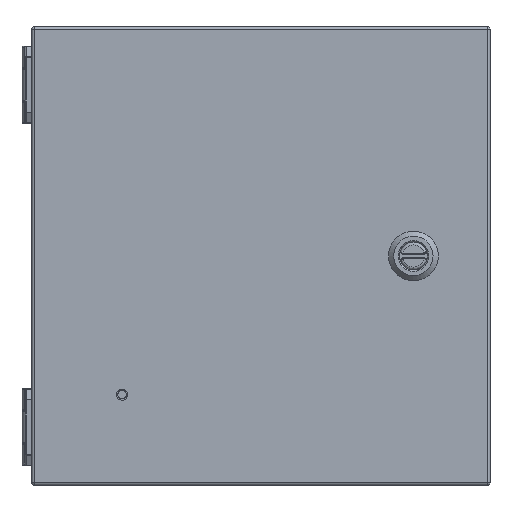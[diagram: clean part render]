
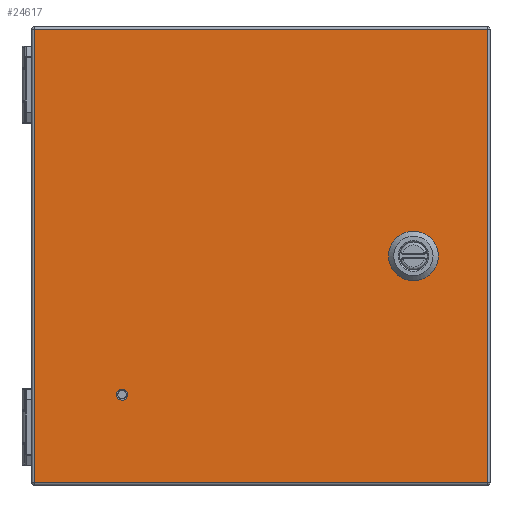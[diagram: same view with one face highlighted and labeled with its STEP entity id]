
A CAD part, top view. The second image highlights one B-rep face of the part: STEP entity #24617.
In plain terms, the highlighted planar face has unit normal (0, 0, 1).
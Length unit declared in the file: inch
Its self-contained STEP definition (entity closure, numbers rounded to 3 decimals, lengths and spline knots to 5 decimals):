
#1351 = AXIS2_PLACEMENT_3D ( 'NONE', #10009, #25449, #25024 ) ;
#2667 = DIRECTION ( 'NONE',  ( 0., 0., 1. ) ) ;
#3375 = FACE_BOUND ( 'NONE', #43178, .T. ) ;
#3395 = EDGE_CURVE ( 'NONE', #32514, #32898, #27193, .T. ) ;
#3590 = VECTOR ( 'NONE', #20569, 39.37008 ) ;
#3596 = AXIS2_PLACEMENT_3D ( 'NONE', #67238, #80508, #68084 ) ;
#4753 = EDGE_CURVE ( 'NONE', #42179, #32514, #81079, .T. ) ;
#6842 = VERTEX_POINT ( 'NONE', #58186 ) ;
#8518 = CARTESIAN_POINT ( 'NONE',  ( -3.21855, -3.1395, 4.10821 ) ) ;
#9125 = EDGE_CURVE ( 'NONE', #27183, #82582, #59456, .T. ) ;
#9326 = CARTESIAN_POINT ( 'NONE',  ( 3.868, -0.19858, 4.10821 ) ) ;
#10009 = CARTESIAN_POINT ( 'NONE',  ( -3.122, -3.1395, 4.10821 ) ) ;
#10601 = VERTEX_POINT ( 'NONE', #8518 ) ;
#11083 = EDGE_CURVE ( 'NONE', #35199, #73360, #64345, .T. ) ;
#11797 = VECTOR ( 'NONE', #80095, 39.37008 ) ;
#12329 = ORIENTED_EDGE ( 'NONE', *, *, #9125, .T. ) ;
#14546 = EDGE_LOOP ( 'NONE', ( #43799, #12329, #84606, #42844 ) ) ;
#14677 = CARTESIAN_POINT ( 'NONE',  ( 3.472, 0., 4.10821 ) ) ;
#17921 = ORIENTED_EDGE ( 'NONE', *, *, #56077, .F. ) ;
#18024 = VERTEX_POINT ( 'NONE', #66746 ) ;
#18731 = DIRECTION ( 'NONE',  ( 1., 0., 0. ) ) ;
#20236 = AXIS2_PLACEMENT_3D ( 'NONE', #54487, #75262, #34630 ) ;
#20569 = DIRECTION ( 'NONE',  ( -1., 0., 0. ) ) ;
#22533 = ORIENTED_EDGE ( 'NONE', *, *, #84201, .F. ) ;
#24351 = CARTESIAN_POINT ( 'NONE',  ( 3.67058, 0.396, 4.10821 ) ) ;
#24617 = ADVANCED_FACE ( 'NONE', ( #44150, #3375, #25012 ), #72371, .T. ) ;
#25012 = FACE_OUTER_BOUND ( 'NONE', #14546, .T. ) ;
#25024 = DIRECTION ( 'NONE',  ( -1., 0., 0. ) ) ;
#25319 = LINE ( 'NONE', #66046, #46000 ) ;
#25449 = DIRECTION ( 'NONE',  ( 0., 0., 1. ) ) ;
#25771 = CARTESIAN_POINT ( 'NONE',  ( -5.11, -5.1875, 4.10821 ) ) ;
#25823 = CARTESIAN_POINT ( 'NONE',  ( 5.145, 5.1875, 4.10821 ) ) ;
#27183 = VERTEX_POINT ( 'NONE', #35407 ) ;
#27193 = LINE ( 'NONE', #75431, #65431 ) ;
#27398 = CARTESIAN_POINT ( 'NONE',  ( 3.076, -0.19858, 4.10821 ) ) ;
#27874 = CARTESIAN_POINT ( 'NONE',  ( 3.67058, -0.396, 4.10821 ) ) ;
#28100 = EDGE_CURVE ( 'NONE', #6842, #35199, #79498, .T. ) ;
#28734 = ORIENTED_EDGE ( 'NONE', *, *, #55937, .F. ) ;
#32514 = VERTEX_POINT ( 'NONE', #24351 ) ;
#32898 = VERTEX_POINT ( 'NONE', #87309 ) ;
#32959 = EDGE_CURVE ( 'NONE', #48095, #42179, #37621, .T. ) ;
#33016 = CIRCLE ( 'NONE', #20236, 0.443 ) ;
#33954 = CARTESIAN_POINT ( 'NONE',  ( 3.076, 0., 4.10821 ) ) ;
#34256 = EDGE_LOOP ( 'NONE', ( #17921, #85931, #47095, #70309, #28734, #37462, #48061, #70879 ) ) ;
#34630 = DIRECTION ( 'NONE',  ( -1., 0., 0. ) ) ;
#35199 = VERTEX_POINT ( 'NONE', #27398 ) ;
#35407 = CARTESIAN_POINT ( 'NONE',  ( 5.145, -5.1275, 4.10821 ) ) ;
#37462 = ORIENTED_EDGE ( 'NONE', *, *, #78471, .F. ) ;
#37621 = LINE ( 'NONE', #63238, #40546 ) ;
#38072 = VECTOR ( 'NONE', #52874, 39.37008 ) ;
#40546 = VECTOR ( 'NONE', #56593, 39.37008 ) ;
#41868 = CARTESIAN_POINT ( 'NONE',  ( 3.868, 0.19858, 4.10821 ) ) ;
#42179 = VERTEX_POINT ( 'NONE', #41868 ) ;
#42844 = ORIENTED_EDGE ( 'NONE', *, *, #49958, .T. ) ;
#43178 = EDGE_LOOP ( 'NONE', ( #22533 ) ) ;
#43799 = ORIENTED_EDGE ( 'NONE', *, *, #64471, .T. ) ;
#44150 = FACE_BOUND ( 'NONE', #34256, .T. ) ;
#44593 = DIRECTION ( 'NONE',  ( 0., 0., 1. ) ) ;
#46000 = VECTOR ( 'NONE', #18731, 39.37008 ) ;
#46644 = LINE ( 'NONE', #25771, #73063 ) ;
#47095 = ORIENTED_EDGE ( 'NONE', *, *, #4753, .F. ) ;
#48061 = ORIENTED_EDGE ( 'NONE', *, *, #11083, .F. ) ;
#48095 = VERTEX_POINT ( 'NONE', #9326 ) ;
#48523 = DIRECTION ( 'NONE',  ( -1., 0., 0. ) ) ;
#49958 = EDGE_CURVE ( 'NONE', #18024, #61007, #46644, .T. ) ;
#50073 = DIRECTION ( 'NONE',  ( -1., 0., 0. ) ) ;
#50192 = DIRECTION ( 'NONE',  ( 0., 0., 1. ) ) ;
#50598 = CARTESIAN_POINT ( 'NONE',  ( 3.472, 0., 4.10821 ) ) ;
#50634 = VERTEX_POINT ( 'NONE', #27874 ) ;
#50829 = VECTOR ( 'NONE', #52969, 39.37008 ) ;
#52773 = CIRCLE ( 'NONE', #71135, 0.443 ) ;
#52874 = DIRECTION ( 'NONE',  ( 0., 1., 0. ) ) ;
#52969 = DIRECTION ( 'NONE',  ( 0., -1., 0. ) ) ;
#53140 = CARTESIAN_POINT ( 'NONE',  ( 5.205, -5.1275, 4.10821 ) ) ;
#53667 = DIRECTION ( 'NONE',  ( 0., -1., 0. ) ) ;
#54487 = CARTESIAN_POINT ( 'NONE',  ( 3.472, 0., 4.10821 ) ) ;
#55937 = EDGE_CURVE ( 'NONE', #50634, #48095, #52773, .T. ) ;
#56077 = EDGE_CURVE ( 'NONE', #32898, #6842, #33016, .T. ) ;
#56593 = DIRECTION ( 'NONE',  ( 0., 1., 0. ) ) ;
#58074 = EDGE_CURVE ( 'NONE', #82582, #18024, #73648, .T. ) ;
#58186 = CARTESIAN_POINT ( 'NONE',  ( 3.076, 0.19858, 4.10821 ) ) ;
#59456 = LINE ( 'NONE', #25823, #38072 ) ;
#61007 = VERTEX_POINT ( 'NONE', #86598 ) ;
#63238 = CARTESIAN_POINT ( 'NONE',  ( 3.868, 0., 4.10821 ) ) ;
#64345 = CIRCLE ( 'NONE', #3596, 0.443 ) ;
#64410 = CARTESIAN_POINT ( 'NONE',  ( 0.0175, 0., 4.10821 ) ) ;
#64471 = EDGE_CURVE ( 'NONE', #61007, #27183, #80977, .T. ) ;
#65172 = AXIS2_PLACEMENT_3D ( 'NONE', #64410, #44593, #77237 ) ;
#65431 = VECTOR ( 'NONE', #48523, 39.37008 ) ;
#66046 = CARTESIAN_POINT ( 'NONE',  ( 0.0175, -0.396, 4.10821 ) ) ;
#66746 = CARTESIAN_POINT ( 'NONE',  ( -5.11, 5.1275, 4.10821 ) ) ;
#67238 = CARTESIAN_POINT ( 'NONE',  ( 3.472, 0., 4.10821 ) ) ;
#68084 = DIRECTION ( 'NONE',  ( -1., 0., 0. ) ) ;
#70309 = ORIENTED_EDGE ( 'NONE', *, *, #32959, .F. ) ;
#70879 = ORIENTED_EDGE ( 'NONE', *, *, #28100, .F. ) ;
#70906 = DIRECTION ( 'NONE',  ( -1., 0., 0. ) ) ;
#71135 = AXIS2_PLACEMENT_3D ( 'NONE', #50598, #50192, #70906 ) ;
#72371 = PLANE ( 'NONE',  #65172 ) ;
#73063 = VECTOR ( 'NONE', #53667, 39.37008 ) ;
#73218 = CARTESIAN_POINT ( 'NONE',  ( -5.17, 5.1275, 4.10821 ) ) ;
#73360 = VERTEX_POINT ( 'NONE', #84885 ) ;
#73648 = LINE ( 'NONE', #73218, #3590 ) ;
#74033 = AXIS2_PLACEMENT_3D ( 'NONE', #14677, #2667, #50073 ) ;
#75262 = DIRECTION ( 'NONE',  ( 0., 0., 1. ) ) ;
#75431 = CARTESIAN_POINT ( 'NONE',  ( 0.0175, 0.396, 4.10821 ) ) ;
#77237 = DIRECTION ( 'NONE',  ( -1., 0., 0. ) ) ;
#78471 = EDGE_CURVE ( 'NONE', #73360, #50634, #25319, .T. ) ;
#79498 = LINE ( 'NONE', #33954, #50829 ) ;
#80095 = DIRECTION ( 'NONE',  ( 1., 0., 0. ) ) ;
#80508 = DIRECTION ( 'NONE',  ( 0., 0., 1. ) ) ;
#80977 = LINE ( 'NONE', #53140, #11797 ) ;
#81079 = CIRCLE ( 'NONE', #74033, 0.443 ) ;
#81849 = CIRCLE ( 'NONE', #1351, 0.09655 ) ;
#82582 = VERTEX_POINT ( 'NONE', #85393 ) ;
#84201 = EDGE_CURVE ( 'NONE', #10601, #10601, #81849, .T. ) ;
#84606 = ORIENTED_EDGE ( 'NONE', *, *, #58074, .T. ) ;
#84885 = CARTESIAN_POINT ( 'NONE',  ( 3.27342, -0.396, 4.10821 ) ) ;
#85393 = CARTESIAN_POINT ( 'NONE',  ( 5.145, 5.1275, 4.10821 ) ) ;
#85931 = ORIENTED_EDGE ( 'NONE', *, *, #3395, .F. ) ;
#86598 = CARTESIAN_POINT ( 'NONE',  ( -5.11, -5.1275, 4.10821 ) ) ;
#87309 = CARTESIAN_POINT ( 'NONE',  ( 3.27342, 0.396, 4.10821 ) ) ;
